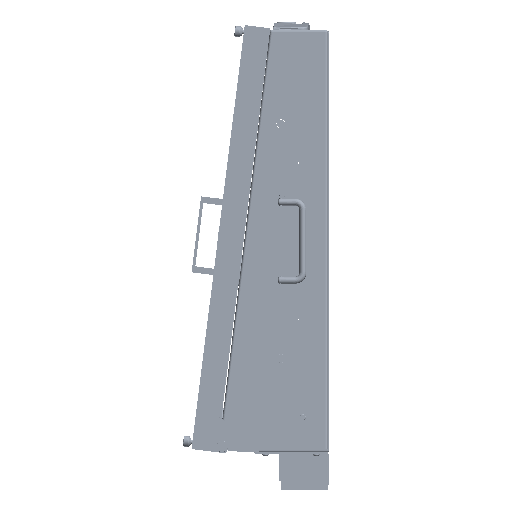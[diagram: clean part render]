
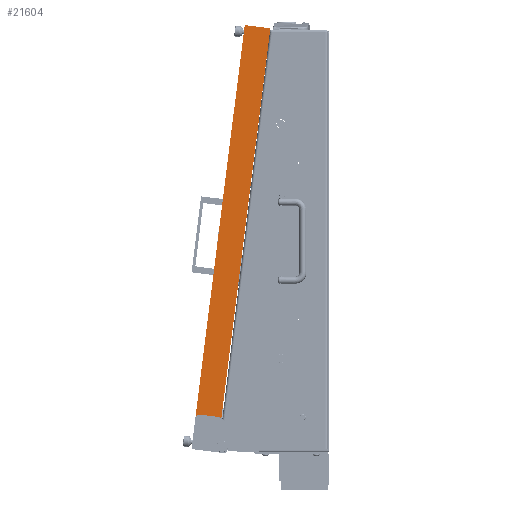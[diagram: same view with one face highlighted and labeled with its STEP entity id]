
A CAD part, left-side view. The second image highlights one B-rep face of the part: STEP entity #21604.
In plain terms, the highlighted planar face has unit normal (-1, 0, 0).
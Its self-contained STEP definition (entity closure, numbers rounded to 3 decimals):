
#1575 = DIRECTION ( 'NONE',  ( 0., 0., -1. ) ) ;
#16598 = VERTEX_POINT ( 'NONE', #95196 ) ;
#20077 = CARTESIAN_POINT ( 'NONE',  ( -327.5, 7., -248. ) ) ;
#21604 = ADVANCED_FACE ( 'NONE', ( #207223 ), #76138, .F. ) ;
#23084 = VERTEX_POINT ( 'NONE', #164277 ) ;
#24059 = AXIS2_PLACEMENT_3D ( 'NONE', #20077, #154867, #1575 ) ;
#28012 = DIRECTION ( 'NONE',  ( 0., 0., 1. ) ) ;
#48587 = ORIENTED_EDGE ( 'NONE', *, *, #115578, .F. ) ;
#50202 = EDGE_CURVE ( 'NONE', #217851, #127296, #64632, .T. ) ;
#50384 = DIRECTION ( 'NONE',  ( 0., 0., 1. ) ) ;
#55429 = ORIENTED_EDGE ( 'NONE', *, *, #172881, .T. ) ;
#56326 = EDGE_CURVE ( 'NONE', #23084, #16598, #79387, .T. ) ;
#57571 = DIRECTION ( 'NONE',  ( 1., 0., 0. ) ) ;
#59277 = LINE ( 'NONE', #134655, #89535 ) ;
#59686 = VECTOR ( 'NONE', #108925, 1000. ) ;
#64632 = CIRCLE ( 'NONE', #202831, 5. ) ;
#69844 = ORIENTED_EDGE ( 'NONE', *, *, #50202, .T. ) ;
#75615 = CARTESIAN_POINT ( 'NONE',  ( -327.5, 28., -228. ) ) ;
#76138 = PLANE ( 'NONE',  #194875 ) ;
#79387 = CIRCLE ( 'NONE', #24059, 20. ) ;
#84510 = EDGE_LOOP ( 'NONE', ( #155387, #154446, #55429, #92557, #48587, #69844 ) ) ;
#89278 = VECTOR ( 'NONE', #50384, 1000. ) ;
#89535 = VECTOR ( 'NONE', #145639, 1000. ) ;
#92557 = ORIENTED_EDGE ( 'NONE', *, *, #242711, .F. ) ;
#95196 = CARTESIAN_POINT ( 'NONE',  ( -327.5, 7., -228. ) ) ;
#101070 = CARTESIAN_POINT ( 'NONE',  ( -327.5, 0., -273. ) ) ;
#108925 = DIRECTION ( 'NONE',  ( 0., 1., 0. ) ) ;
#115578 = EDGE_CURVE ( 'NONE', #217851, #124162, #222215, .T. ) ;
#124162 = VERTEX_POINT ( 'NONE', #184941 ) ;
#125130 = VERTEX_POINT ( 'NONE', #232126 ) ;
#127296 = VERTEX_POINT ( 'NONE', #75615 ) ;
#128448 = VECTOR ( 'NONE', #28012, 1000. ) ;
#132954 = DIRECTION ( 'NONE',  ( 0., 0., -1. ) ) ;
#134655 = CARTESIAN_POINT ( 'NONE',  ( -327.5, 33., 273. ) ) ;
#145639 = DIRECTION ( 'NONE',  ( 0., -1., 0. ) ) ;
#145969 = LINE ( 'NONE', #241196, #59686 ) ;
#154446 = ORIENTED_EDGE ( 'NONE', *, *, #56326, .F. ) ;
#154867 = DIRECTION ( 'NONE',  ( -1., 0., 0. ) ) ;
#155387 = ORIENTED_EDGE ( 'NONE', *, *, #204410, .F. ) ;
#161570 = LINE ( 'NONE', #101070, #128448 ) ;
#164277 = CARTESIAN_POINT ( 'NONE',  ( -327.5, 0., -229.265 ) ) ;
#172881 = EDGE_CURVE ( 'NONE', #23084, #125130, #161570, .T. ) ;
#184941 = CARTESIAN_POINT ( 'NONE',  ( -327.5, 33., 273. ) ) ;
#193304 = CARTESIAN_POINT ( 'NONE',  ( -327.5, 33., -233. ) ) ;
#194875 = AXIS2_PLACEMENT_3D ( 'NONE', #226985, #57571, #132954 ) ;
#202831 = AXIS2_PLACEMENT_3D ( 'NONE', #213187, #214423, #235421 ) ;
#204410 = EDGE_CURVE ( 'NONE', #16598, #127296, #145969, .T. ) ;
#207223 = FACE_OUTER_BOUND ( 'NONE', #84510, .T. ) ;
#213187 = CARTESIAN_POINT ( 'NONE',  ( -327.5, 28., -233. ) ) ;
#214423 = DIRECTION ( 'NONE',  ( 1., 0., 0. ) ) ;
#217851 = VERTEX_POINT ( 'NONE', #193304 ) ;
#219809 = CARTESIAN_POINT ( 'NONE',  ( -327.5, 33., -273. ) ) ;
#222215 = LINE ( 'NONE', #219809, #89278 ) ;
#226985 = CARTESIAN_POINT ( 'NONE',  ( -327.5, 33., -273. ) ) ;
#232126 = CARTESIAN_POINT ( 'NONE',  ( -327.5, 0., 273. ) ) ;
#235421 = DIRECTION ( 'NONE',  ( 0., 0., -1. ) ) ;
#241196 = CARTESIAN_POINT ( 'NONE',  ( -327.5, 33., -228. ) ) ;
#242711 = EDGE_CURVE ( 'NONE', #124162, #125130, #59277, .T. ) ;
